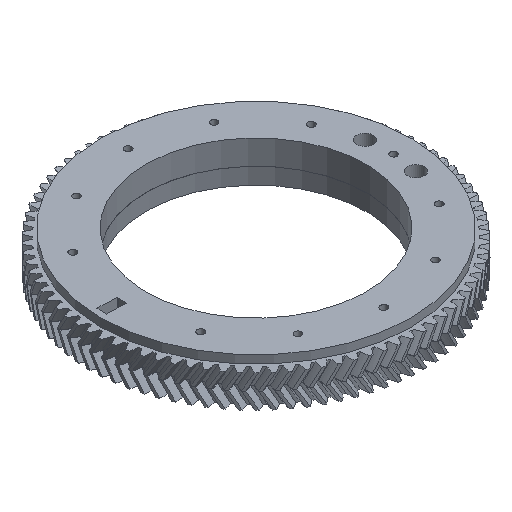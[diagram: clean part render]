
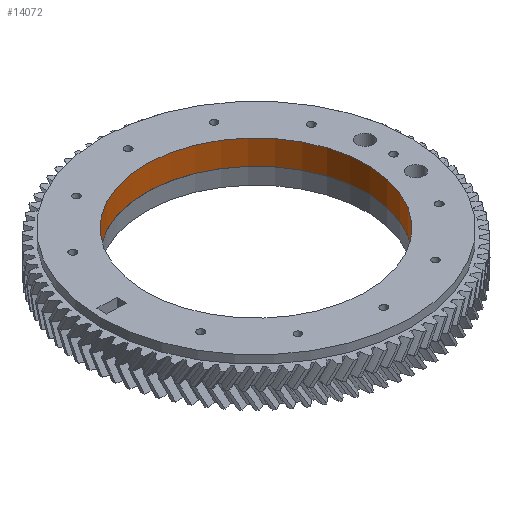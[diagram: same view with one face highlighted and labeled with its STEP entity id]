
A CAD part, isometric view. The second image highlights one B-rep face of the part: STEP entity #14072.
In plain terms, the highlighted cylindrical face has radius 67.5 mm (diameter 135 mm), a full revolution.
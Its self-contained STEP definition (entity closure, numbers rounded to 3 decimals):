
#3153=FACE_OUTER_BOUND('',#3965,.T.);
#3965=EDGE_LOOP('',(#9752,#9753,#9754,#9755));
#4797=LINE('',#18697,#4927);
#4927=VECTOR('',#15889,67.5);
#5036=CIRCLE('',#14875,67.5);
#5130=CIRCLE('',#14982,67.5);
#5472=VERTEX_POINT('',#17133);
#5840=VERTEX_POINT('',#18666);
#7002=EDGE_CURVE('',#5472,#5472,#5036,.T.);
#7380=EDGE_CURVE('',#5840,#5840,#5130,.T.);
#7395=EDGE_CURVE('',#5472,#5840,#4797,.T.);
#9752=ORIENTED_EDGE('',*,*,#7002,.F.);
#9753=ORIENTED_EDGE('',*,*,#7395,.T.);
#9754=ORIENTED_EDGE('',*,*,#7380,.F.);
#9755=ORIENTED_EDGE('',*,*,#7395,.F.);
#13851=CYLINDRICAL_SURFACE('',#14997,67.5);
#14072=ADVANCED_FACE('',(#3153),#13851,.F.);
#14875=AXIS2_PLACEMENT_3D('',#17134,#15609,#15610);
#14982=AXIS2_PLACEMENT_3D('',#18667,#15849,#15850);
#14997=AXIS2_PLACEMENT_3D('',#18696,#15887,#15888);
#15609=DIRECTION('center_axis',(0.,0.,
-1.));
#15610=DIRECTION('ref_axis',(-0.986,-0.167,0.));
#15849=DIRECTION('center_axis',(0.,0.,
1.));
#15850=DIRECTION('ref_axis',(-0.999,0.037,0.));
#15887=DIRECTION('center_axis',(0.,0.,
-1.));
#15888=DIRECTION('ref_axis',(-0.999,0.037,0.));
#15889=DIRECTION('',(0.,0.,-1.));
#17133=CARTESIAN_POINT('',(49.055,108.287,11.641));
#17134=CARTESIAN_POINT('Origin',(-18.4,110.752,11.641));
#18666=CARTESIAN_POINT('',(49.055,108.287,-3.359));
#18667=CARTESIAN_POINT('Origin',(-18.4,110.752,-3.359));
#18696=CARTESIAN_POINT('Origin',(-18.4,110.752,6.641));
#18697=CARTESIAN_POINT('',(49.055,108.287,6.641));
